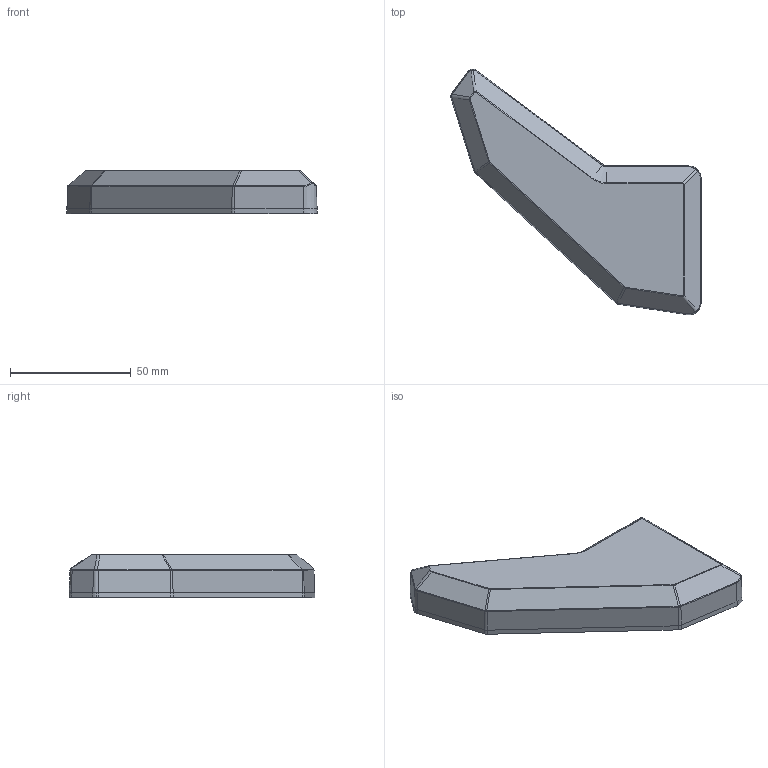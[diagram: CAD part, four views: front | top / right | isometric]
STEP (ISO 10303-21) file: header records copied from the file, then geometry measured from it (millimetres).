
FILE_DESCRIPTION (( 'STEP AP214' ), '1' );
FILE_NAME ('MidAb_R_cover.STEP', '2017-08-15T08:00:54', ( '' ), ( '' ), 'SwSTEP 2.0', 'SolidWorks 2016', '' );
FILE_SCHEMA (( 'AUTOMOTIVE_DESIGN' ));
Length unit declared in the file: millimetre
Products named in the file (1): MidAb_R_cover
Bounding box: 103.48 x 101.58 x 17.78 mm (x, y, z)
Volume: 19070.1 mm3; surface area: 20631 mm2
Topology: 1 solids, 1 shells, 354 faces, 939 edges, 596 vertices
Faces by surface type: plane 179, bspline 81, cone 49, cylinder 43, torus 2
Entity records: 16089 total; most frequent: CARTESIAN_POINT 5052, ORIENTED_EDGE 1878, DIRECTION 1434, EDGE_CURVE 939, VERTEX_POINT 596, VECTOR 552, LINE 552, AXIS2_PLACEMENT_3D 441
